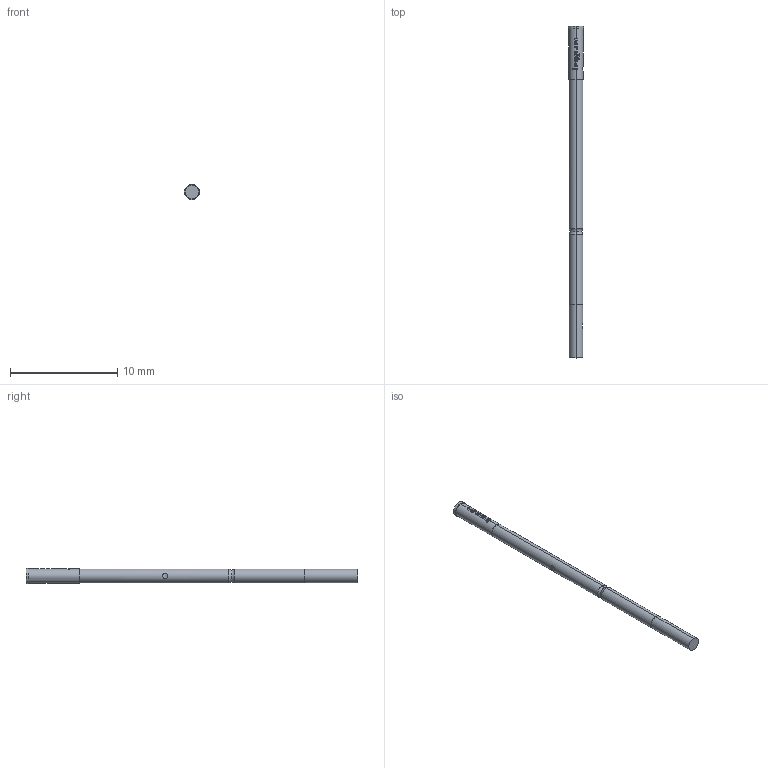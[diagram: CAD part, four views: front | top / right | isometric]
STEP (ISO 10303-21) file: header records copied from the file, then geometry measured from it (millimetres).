
FILE_DESCRIPTION (( 'STEP AP203' ), '1' );
FILE_NAME ('INGUN_KS-181_35_E08.STEP', '2022-02-09T05:23:35', ( 'ochi' ), ( '' ), 'SwSTEP 2.0', 'SolidWorks 2018', '' );
FILE_SCHEMA (( 'CONFIG_CONTROL_DESIGN' ));
Length unit declared in the file: millimetre
Products named in the file (1): INGUN_KS-181_35_E08
Bounding box: 1.42 x 31 x 1.42 mm (x, y, z)
Volume: 40.9 mm3; surface area: 129.8 mm2
Topology: 1 solids, 1 shells, 103 faces, 282 edges, 188 vertices
Faces by surface type: plane 45, cylinder 29, bspline 25, torus 4
Entity records: 3696 total; most frequent: CARTESIAN_POINT 1157, ORIENTED_EDGE 564, DIRECTION 450, EDGE_CURVE 282, VERTEX_POINT 188, AXIS2_PLACEMENT_3D 181, EDGE_LOOP 110, FACE_OUTER_BOUND 103
